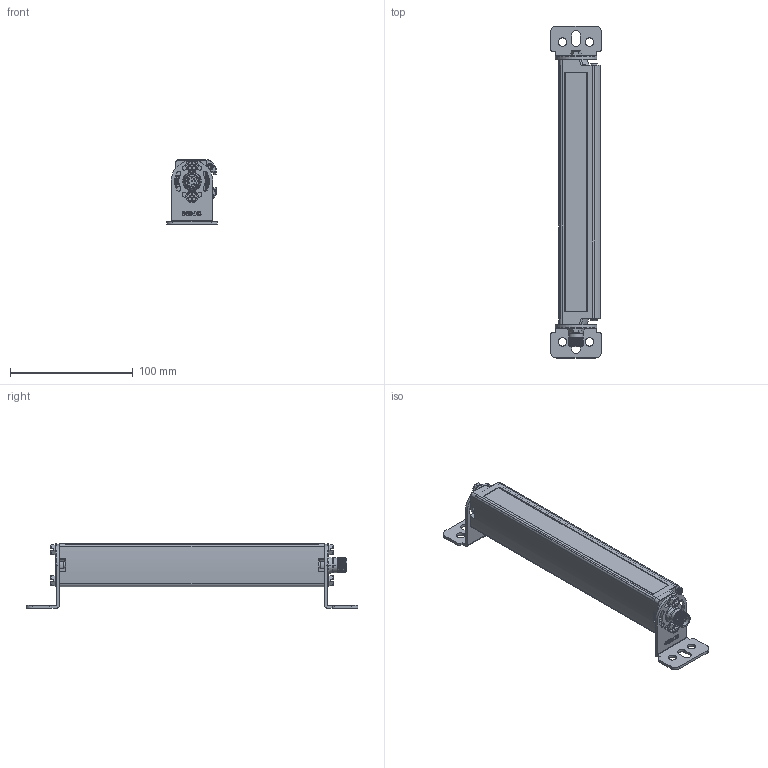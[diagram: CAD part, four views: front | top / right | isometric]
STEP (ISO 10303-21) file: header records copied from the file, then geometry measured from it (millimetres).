
FILE_DESCRIPTION((''),'2;1');
FILE_NAME('139577_SM01_ASM','2023-04-13T13:02:25',('banengservice'),('BANNER ENGINEERING'),'CREO PARAMETRIC BY PTC INC, 2022414','CREO PARAMETRIC BY PTC INC, 2022414','');
FILE_SCHEMA(('CONFIG_CONTROL_DESIGN'));
Products named in the file (5): 139577_EP01; 139577_PL01; 137998; 58892; 139577_SM01_ASM
Assembly tree (8 placements, depth 2):
  139577_SM01_ASM
    139577_EP01
    139577_PL01
    137998  x2
    58892  x4
Bounding box: 41.4 x 270 x 52.49 mm (x, y, z)
Volume: 394242.1 mm3; surface area: 79546.6 mm2
Topology: 8 solids, 8 shells, 2084 faces, 6318 edges, 4108 vertices
Faces by surface type: plane 1143, cylinder 679, bspline 172, torus 46, sphere 32, cone 12
Entity records: 100839 total; most frequent: CARTESIAN_POINT 60227, ORIENTED_EDGE 9556, DIRECTION 7126, EDGE_CURVE 4778, VERTEX_POINT 3102, VECTOR 2666, LINE 2666, AXIS2_PLACEMENT_3D 2230
